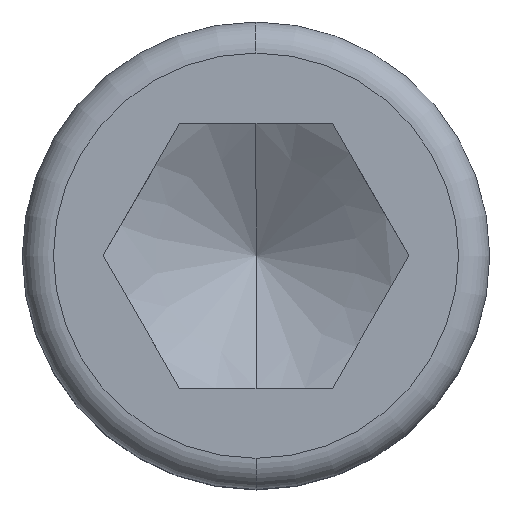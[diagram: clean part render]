
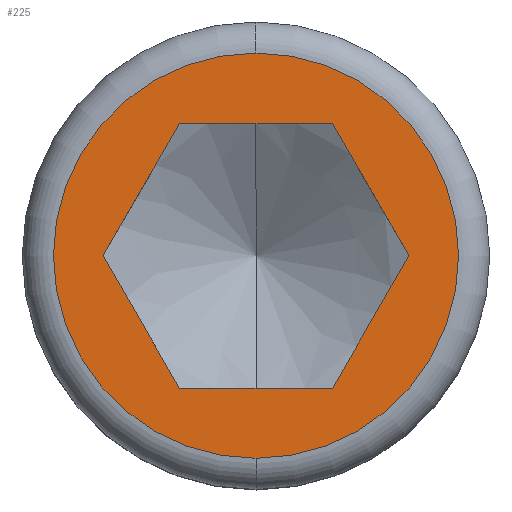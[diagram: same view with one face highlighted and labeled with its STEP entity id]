
A CAD part, top view. The second image highlights one B-rep face of the part: STEP entity #225.
In plain terms, the highlighted planar face has unit normal (0, 0, 1).
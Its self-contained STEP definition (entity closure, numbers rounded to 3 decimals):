
#143=VERTEX_POINT('',#378);
#185=VERTEX_POINT('',#428);
#199=EDGE_CURVE('',#289,#143,#442,.T.);
#209=EDGE_CURVE('',#287,#273,#453,.T.);
#225=ADVANCED_FACE('',(#471,#472),#473,.T.);
#233=EDGE_CURVE('',#185,#247,#481,.T.);
#247=VERTEX_POINT('',#495);
#265=EDGE_CURVE('',#273,#323,#514,.T.);
#267=EDGE_CURVE('',#143,#289,#516,.T.);
#273=VERTEX_POINT('',#522);
#277=EDGE_CURVE('',#339,#287,#526,.T.);
#287=VERTEX_POINT('',#536);
#289=VERTEX_POINT('',#538);
#295=EDGE_CURVE('',#323,#185,#544,.T.);
#317=EDGE_CURVE('',#247,#339,#570,.T.);
#323=VERTEX_POINT('',#577);
#339=VERTEX_POINT('',#597);
#378=CARTESIAN_POINT('',(0.,13.0,20.0));
#428=CARTESIAN_POINT('',(9.815,0.,20.));
#442=CIRCLE('',#719,13.0);
#453=LINE('',#733,#734);
#471=FACE_BOUND('',#766,.T.);
#472=FACE_OUTER_BOUND('',#767,.T.);
#473=PLANE('',#768);
#481=LINE('',#799,#800);
#495=CARTESIAN_POINT('',(4.908,-8.5,20.));
#514=LINE('',#843,#844);
#516=CIRCLE('',#847,13.0);
#522=CARTESIAN_POINT('',(-4.908,8.5,20.));
#526=LINE('',#861,#862);
#536=CARTESIAN_POINT('',(-9.815,0.0,20.));
#538=CARTESIAN_POINT('',(0.,-13.0,20.0));
#544=LINE('',#885,#886);
#570=LINE('',#943,#944);
#577=CARTESIAN_POINT('',(4.907,8.5,20.));
#597=CARTESIAN_POINT('',(-4.907,-8.5,20.));
#719=AXIS2_PLACEMENT_3D('',#1102,#1103,#1104);
#733=CARTESIAN_POINT('',(-6.134,6.375,20.));
#734=VECTOR('',#1120,1.0);
#766=EDGE_LOOP('',(#1145,#1146,#1147,#1148,#1149,#1150));
#767=EDGE_LOOP('',(#1151,#1152));
#768=AXIS2_PLACEMENT_3D('',#1153,#1154,#1155);
#799=CARTESIAN_POINT('',(6.134,-6.375,20.));
#800=VECTOR('',#1157,1.0);
#843=CARTESIAN_POINT('',(2.454,8.5,20.));
#844=VECTOR('',#1178,1.0);
#847=AXIS2_PLACEMENT_3D('',#1179,#1180,#1181);
#861=CARTESIAN_POINT('',(-8.588,-2.125,20.));
#862=VECTOR('',#1191,1.0);
#885=CARTESIAN_POINT('',(8.588,2.125,20.));
#886=VECTOR('',#1199,1.0);
#943=CARTESIAN_POINT('',(-2.454,-8.5,20.));
#944=VECTOR('',#1230,1.0);
#1102=CARTESIAN_POINT('',(0.,0.,20.0));
#1103=DIRECTION('',(0.0,0.0,1.0));
#1104=DIRECTION('',(-1.0,0.0,0.0));
#1120=DIRECTION('',(0.5,0.866,0.0));
#1145=ORIENTED_EDGE('',*,*,#277,.T.);
#1146=ORIENTED_EDGE('',*,*,#209,.T.);
#1147=ORIENTED_EDGE('',*,*,#265,.T.);
#1148=ORIENTED_EDGE('',*,*,#295,.T.);
#1149=ORIENTED_EDGE('',*,*,#233,.T.);
#1150=ORIENTED_EDGE('',*,*,#317,.T.);
#1151=ORIENTED_EDGE('',*,*,#199,.T.);
#1152=ORIENTED_EDGE('',*,*,#267,.T.);
#1153=CARTESIAN_POINT('',(0.,-12.408,20.0));
#1154=DIRECTION('',(0.0,0.0,1.0));
#1155=DIRECTION('',(0.,-1.0,0.0));
#1157=DIRECTION('',(-0.5,-0.866,0.0));
#1178=DIRECTION('',(1.0,0.0,0.0));
#1179=CARTESIAN_POINT('',(0.,0.,20.0));
#1180=DIRECTION('',(0.0,0.0,1.0));
#1181=DIRECTION('',(-1.0,0.0,0.0));
#1191=DIRECTION('',(-0.5,0.866,0.0));
#1199=DIRECTION('',(0.5,-0.866,0.0));
#1230=DIRECTION('',(-1.0,0.0,0.0));
